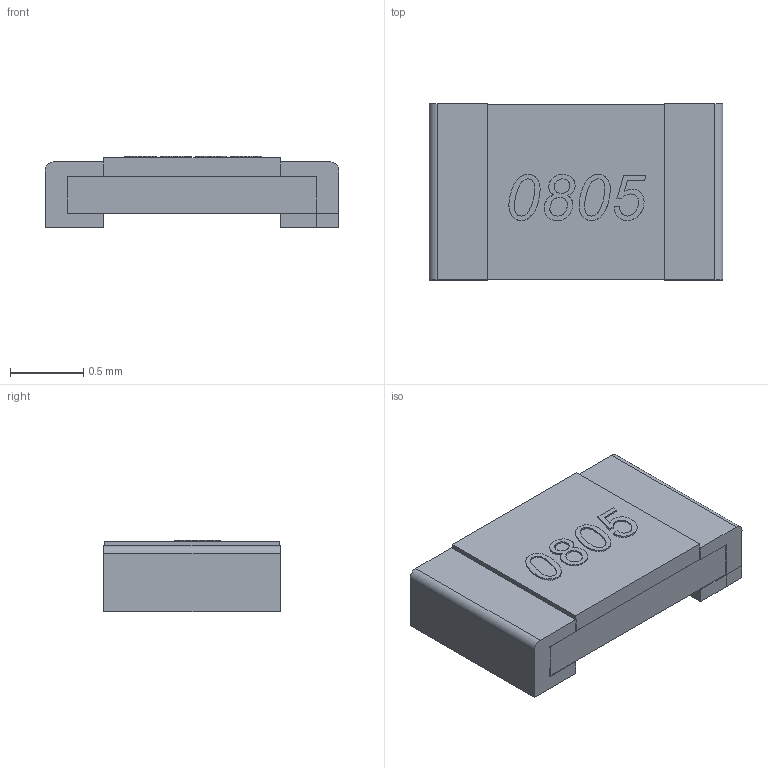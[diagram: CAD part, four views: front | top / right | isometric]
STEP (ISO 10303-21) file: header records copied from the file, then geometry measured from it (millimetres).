
FILE_DESCRIPTION(/* description */ (''),/* implementation_level */ '2;1');
FILE_NAME(/* name */ 'resistencia_smd_0805.step',/* time_stamp */ '2020-02-27T09:31:50-06:00',/* author */ (''),/* organization */ (''),/* preprocessor_version */ 'ST-DEVELOPER v18',/* originating_system */ 'Autodesk Translation Framework v8.12.0.6',/* authorisation */ '');
FILE_SCHEMA (('AUTOMOTIVE_DESIGN { 1 0 10303 214 3 1 1 }'));
Length unit declared in the file: millimetre
Products named in the file (1): resistencia_smd_0805
Bounding box: 2 x 1.2 x 0.49 mm (x, y, z)
Volume: 1 mm3; surface area: 14.7 mm2
Topology: 4 solids, 4 shells, 153 faces, 409 edges, 272 vertices
Faces by surface type: bspline 102, plane 49, cylinder 2
Entity records: 5753 total; most frequent: CARTESIAN_POINT 2569, ORIENTED_EDGE 818, EDGE_CURVE 409, DIRECTION 313, VERTEX_POINT 272, B_SPLINE_CURVE_WITH_KNOTS 204, LINE 201, VECTOR 201
